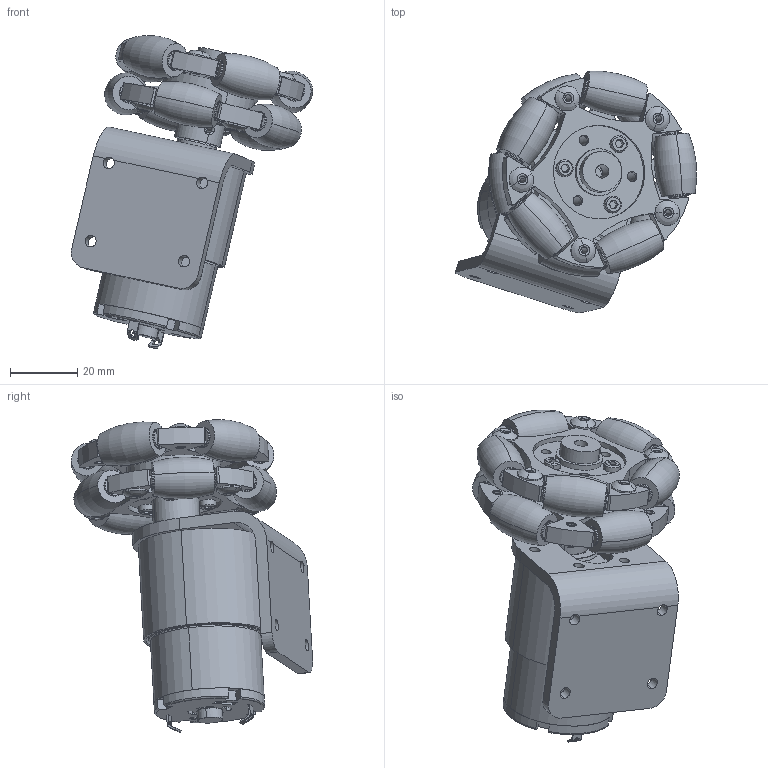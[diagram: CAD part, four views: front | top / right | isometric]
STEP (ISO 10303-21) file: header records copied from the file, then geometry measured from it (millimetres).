
FILE_DESCRIPTION (( 'STEP AP203' ), '1' );
FILE_NAME ('motor_gadongco_gb37_den.STEP', '2023-03-12T14:57:41', ( '' ), ( '' ), 'SwSTEP 2.0', 'SolidWorks 2021', '' );
FILE_SCHEMA (( 'CONFIG_CONTROL_DESIGN' ));
Length unit declared in the file: millimetre
Products named in the file (18): CONNECTION, DC MOTOR, JGB37-520; BasePlacer.STEP; motor_gadongco_gb37_den; WheelBase.STEP; pan cross head_am_B18.6.7M - M2 x 0.4 x 25 Type I Cross Recessed PHMS --25N; SHAFT COUPLER, JGB37-520; MOTOR SHAFT, JGB37-520; PLASTIC COVER, DC MOTOR, JGB37-520; JGB37-520; ShaftConnector.STEP; M3HexNut.STEP; DC MOTOR, JGB37-520; JGB37-520 12 v metal geared motor bracket; RubberWheel.STEP; Rivet.STEP; COUPLING BRACKET, GEARED BODY TO DC MOTOR, JGB37-520; GEARED BODY, MOTOR, JGB37-520; WheelAsm.STEP
Assembly tree (44 placements, depth 3):
  motor_gadongco_gb37_den
    JGB37-520
      GEARED BODY, MOTOR, JGB37-520
      DC MOTOR, JGB37-520
      MOTOR SHAFT, JGB37-520
      SHAFT COUPLER, JGB37-520
      COUPLING BRACKET, GEARED BODY TO DC MOTOR, JGB37-520
      PLASTIC COVER, DC MOTOR, JGB37-520
      CONNECTION, DC MOTOR, JGB37-520  x2
      pan cross head_am_B18.6.7M - M2 x 0.4 x 25 Type I Cross Recessed PHMS --25N  x3
    JGB37-520 12 v metal geared motor bracket
    WheelAsm.STEP
      WheelBase.STEP  x2
      BasePlacer.STEP
      RubberWheel.STEP  x10
      Rivet.STEP  x10
      ShaftConnector.STEP
      M3HexNut.STEP  x6
Bounding box: 72.02 x 72 x 93.39 mm (x, y, z)
Volume: 63555.8 mm3; surface area: 54616.1 mm2
Topology: 42 solids, 42 shells, 997 faces, 2353 edges, 1485 vertices
Faces by surface type: cylinder 458, plane 344, torus 107, cone 52, sphere 28, bspline 8
Entity records: 18190 total; most frequent: CARTESIAN_POINT 3434, DIRECTION 2764, ORIENTED_EDGE 2376, EDGE_CURVE 1188, AXIS2_PLACEMENT_3D 1119, VERTEX_POINT 763, EDGE_LOOP 611, CIRCLE 608
